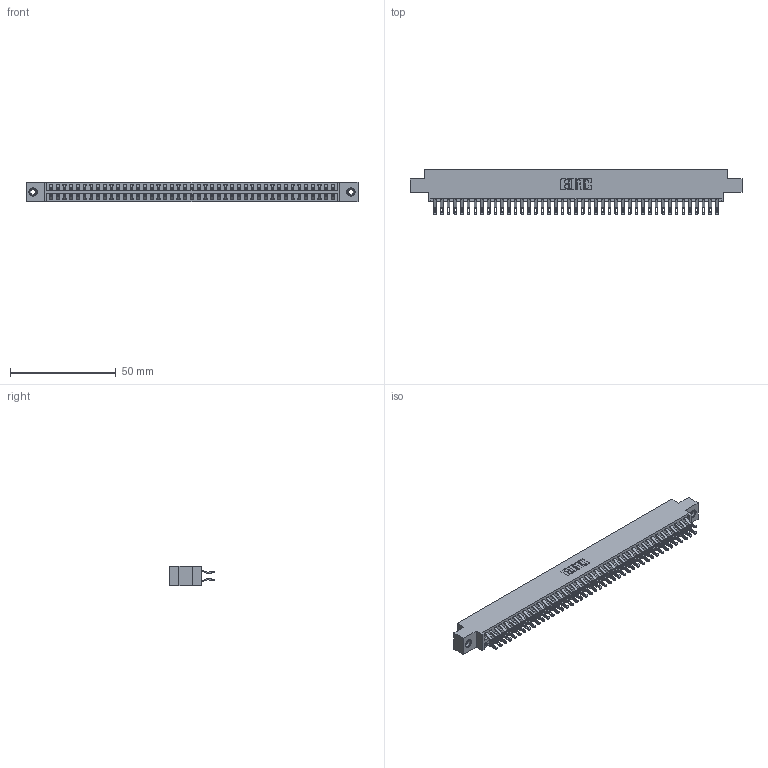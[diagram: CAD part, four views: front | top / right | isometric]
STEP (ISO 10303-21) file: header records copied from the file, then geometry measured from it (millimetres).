
FILE_DESCRIPTION (( 'STEP AP203' ), '1' );
FILE_NAME ('346-086-555-808.STEP', '2022-05-25T23:01:27', ( '' ), ( '' ), 'SwSTEP 2.0', 'SolidWorks 2020', '' );
FILE_SCHEMA (( 'CONFIG_CONTROL_DESIGN' ));
Length unit declared in the file: inch
Products named in the file (4): 345-292-001_555 Tail; 346 Part_0.170 Offset - 0.156 Dia-TI; 345-250-001_345-250-003-102; 346-086-555-808
Assembly tree (89 placements, depth 2):
  346-086-555-808
    346 Part_0.170 Offset - 0.156 Dia-TI
    345-292-001_555 Tail  x86
    345-250-001_345-250-003-102  x2
Bounding box: 157.1 x 21.46 x 9.4 mm (x, y, z)
Volume: 15415.2 mm3; surface area: 22293.8 mm2
Topology: 89 solids, 89 shells, 5174 faces, 16215 edges, 10802 vertices
Faces by surface type: plane 2950, cylinder 2208, cone 12, torus 4
Entity records: 29572 total; most frequent: CARTESIAN_POINT 4893, ORIENTED_EDGE 4790, DIRECTION 4357, EDGE_CURVE 2395, LINE 2051, VECTOR 2051, VERTEX_POINT 1592, AXIS2_PLACEMENT_3D 1153
